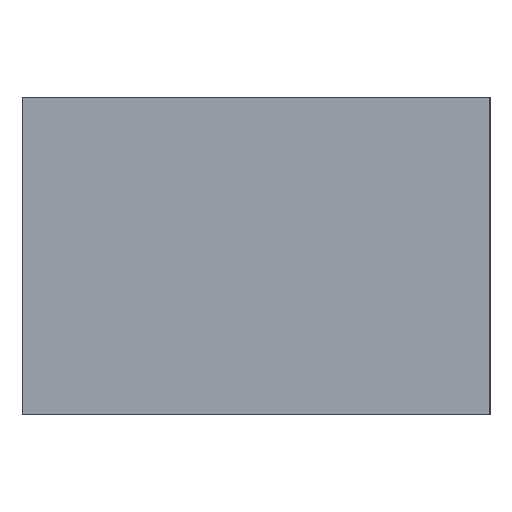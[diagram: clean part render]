
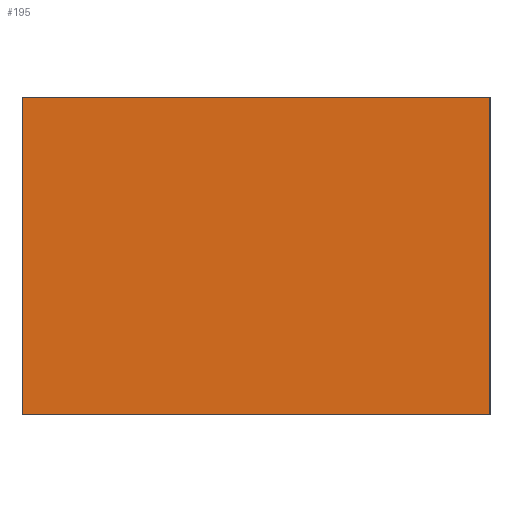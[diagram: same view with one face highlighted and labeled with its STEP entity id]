
A CAD part, left-side view. The second image highlights one B-rep face of the part: STEP entity #195.
In plain terms, the highlighted planar face has unit normal (-1, 0, 0).
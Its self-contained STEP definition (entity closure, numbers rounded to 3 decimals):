
#25=PLANE('',#236);
#35=FACE_OUTER_BOUND('',#47,.T.);
#47=EDGE_LOOP('',(#163,#164,#165,#166));
#67=LINE('',#333,#83);
#68=LINE('',#336,#84);
#69=LINE('',#338,#85);
#70=LINE('',#339,#86);
#83=VECTOR('',#280,10.);
#84=VECTOR('',#283,10.);
#85=VECTOR('',#284,10.);
#86=VECTOR('',#285,10.);
#109=VERTEX_POINT('',#329);
#110=VERTEX_POINT('',#331);
#111=VERTEX_POINT('',#335);
#112=VERTEX_POINT('',#337);
#131=EDGE_CURVE('',#109,#110,#67,.T.);
#132=EDGE_CURVE('',#111,#109,#68,.T.);
#133=EDGE_CURVE('',#112,#110,#69,.T.);
#134=EDGE_CURVE('',#111,#112,#70,.T.);
#163=ORIENTED_EDGE('',*,*,#132,.T.);
#164=ORIENTED_EDGE('',*,*,#131,.T.);
#165=ORIENTED_EDGE('',*,*,#133,.F.);
#166=ORIENTED_EDGE('',*,*,#134,.F.);
#195=ADVANCED_FACE('',(#35),#25,.T.);
#236=AXIS2_PLACEMENT_3D('',#334,#281,#282);
#280=DIRECTION('',(0.,0.,1.));
#281=DIRECTION('center_axis',(-1.,0.,0.));
#282=DIRECTION('ref_axis',(0.,-1.,0.));
#283=DIRECTION('',(0.,-1.,0.));
#284=DIRECTION('',(0.,-1.,0.));
#285=DIRECTION('',(0.,0.,1.));
#329=CARTESIAN_POINT('',(-15.,0.,0.));
#331=CARTESIAN_POINT('',(-15.,0.,4.));
#333=CARTESIAN_POINT('',(-15.,0.,0.));
#334=CARTESIAN_POINT('Origin',(-15.,5.9,0.));
#335=CARTESIAN_POINT('',(-15.,5.9,0.));
#336=CARTESIAN_POINT('',(-15.,5.9,0.));
#337=CARTESIAN_POINT('',(-15.,5.9,4.));
#338=CARTESIAN_POINT('',(-15.,5.9,4.));
#339=CARTESIAN_POINT('',(-15.,5.9,0.));
